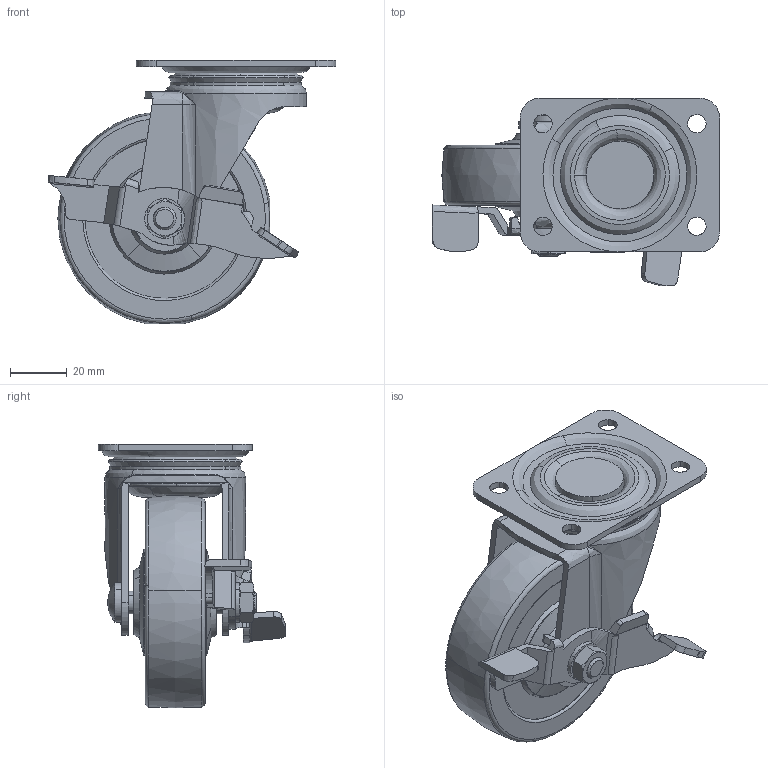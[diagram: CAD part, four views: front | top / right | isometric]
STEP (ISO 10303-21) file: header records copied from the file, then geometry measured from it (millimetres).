
FILE_DESCRIPTION((''),'2;1');
FILE_NAME('','2006-01-18T12:41:40',(''),(''),'','CADfix','');
FILE_SCHEMA(('AUTOMOTIVE_DESIGN'));
Length unit declared in the file: millimetre
Products named in the file (7): wheel; mounting plate; main shaft; lever; body; axle; No_106S_1086_36
Assembly tree (6 placements, depth 2):
  No_106S_1086_36
    wheel
    mounting plate
    main shaft
    lever
    body
    axle
Bounding box: 100.84 x 65.82 x 92.37 mm (x, y, z)
Volume: 139074.6 mm3; surface area: 43947.3 mm2
Topology: 6 solids, 6 shells, 286 faces, 986 edges, 724 vertices
Faces by surface type: bspline 286
Entity records: 19781 total; most frequent: CARTESIAN_POINT 13937, ORIENTED_EDGE 1964, EDGE_CURVE 982, VERTEX_POINT 723, B_SPLINE_CURVE_WITH_KNOTS 656, EDGE_LOOP 319, QUASI_UNIFORM_CURVE 294, FACE_OUTER_BOUND 285
